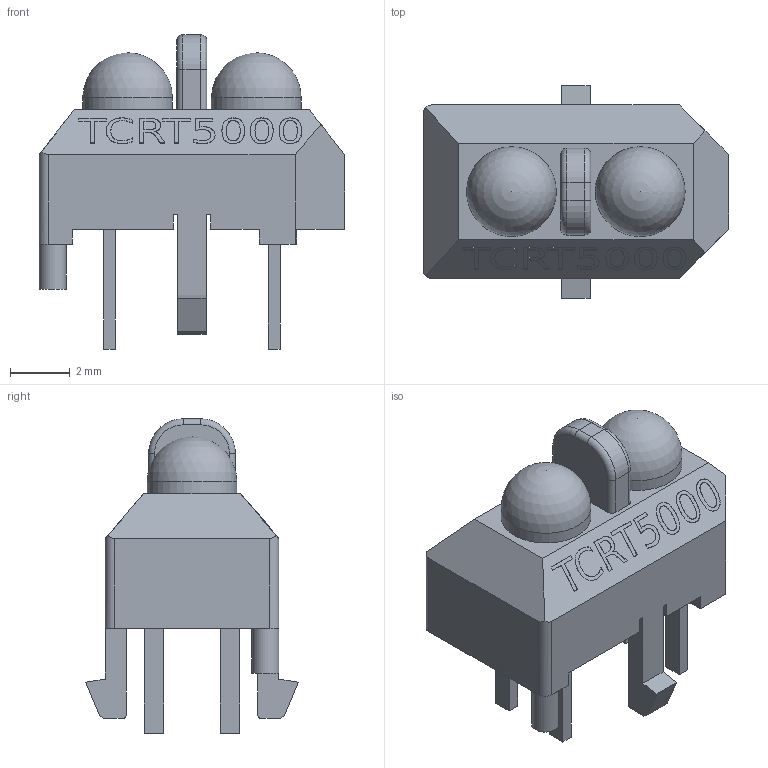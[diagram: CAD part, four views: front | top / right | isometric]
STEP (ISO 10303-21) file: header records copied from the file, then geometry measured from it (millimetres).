
FILE_DESCRIPTION(/* description */ ('model of Vishay_TCRT5000'),/* implementation_level */ '2;1');
FILE_NAME(/* name */ 'Vishay_TCRT5000.step',/* time_stamp */ '1970-01-01T00:00:00',/* author */ ('KiCAD','kicad'),/* organization */ ('OCCT'),/* preprocessor_version */ '',/* originating_system */ 'KiCAD',/* authorisation */ '');
FILE_SCHEMA(('AUTOMOTIVE_DESIGN { 1 0 10303 214 1 1 1 1 }'));
Length unit declared in the file: millimetre
Products named in the file (1): Vishay_TCRT5000
Bounding box: 10.21 x 7.1 x 10.5 mm (x, y, z)
Volume: 246.8 mm3; surface area: 336.4 mm2
Topology: 1 solids, 1 shells, 357 faces, 975 edges, 646 vertices
Faces by surface type: extrusion 188, plane 140, cylinder 15, bspline 8, torus 4, sphere 2
Full cylindrical faces by diameter (mm): 0.9 x1, 3 x2
Entity records: 9533 total; most frequent: CARTESIAN_POINT 2723, ORIENTED_EDGE 1582, EDGE_CURVE 973, VERTEX_POINT 646, B_SPLINE_CURVE_WITH_KNOTS 611, LINE 510, FACE_BOUND 385, EDGE_LOOP 385
